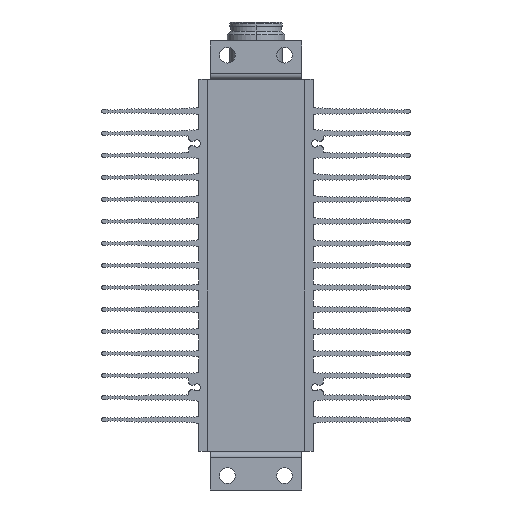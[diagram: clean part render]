
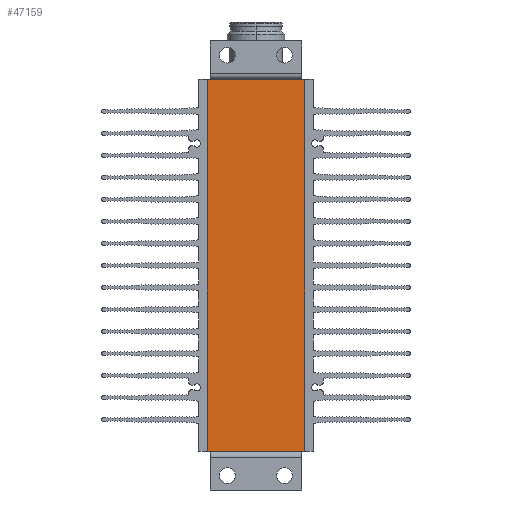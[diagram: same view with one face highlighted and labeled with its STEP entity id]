
A CAD part, left-side view. The second image highlights one B-rep face of the part: STEP entity #47159.
In plain terms, the highlighted planar face has unit normal (-1, 0, 0).
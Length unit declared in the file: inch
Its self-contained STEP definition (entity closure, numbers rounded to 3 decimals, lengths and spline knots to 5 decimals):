
#564 = CARTESIAN_POINT ( 'NONE',  ( 109.97251, 0., 5.11811 ) ) ;
#2276 = DIRECTION ( 'NONE',  ( 0., 0., 1. ) ) ;
#4360 = ORIENTED_EDGE ( 'NONE', *, *, #20882, .T. ) ;
#4386 = LINE ( 'NONE', #564, #48349 ) ;
#11608 = PLANE ( 'NONE',  #57977 ) ;
#13202 = DIRECTION ( 'NONE',  ( 0., 0., 1. ) ) ;
#14035 = CARTESIAN_POINT ( 'NONE',  ( 109.97251, 0., 0. ) ) ;
#15534 = VECTOR ( 'NONE', #27255, 39.37008 ) ;
#15889 = VERTEX_POINT ( 'NONE', #54797 ) ;
#16611 = EDGE_CURVE ( 'NONE', #50118, #44126, #24314, .T. ) ;
#17600 = CARTESIAN_POINT ( 'NONE',  ( 109.97251, 23.7923, 5.11811 ) ) ;
#20882 = EDGE_CURVE ( 'NONE', #15889, #49192, #39939, .T. ) ;
#22018 = ORIENTED_EDGE ( 'NONE', *, *, #43096, .T. ) ;
#22608 = DIRECTION ( 'NONE',  ( 0., -1., 0. ) ) ;
#23092 = CARTESIAN_POINT ( 'NONE',  ( 109.97251, 25.13088, 0. ) ) ;
#24314 = LINE ( 'NONE', #32839, #47593 ) ;
#25410 = FACE_OUTER_BOUND ( 'NONE', #57711, .T. ) ;
#26308 = EDGE_CURVE ( 'NONE', #44126, #49192, #4386, .T. ) ;
#27255 = DIRECTION ( 'NONE',  ( 0., -1., 0. ) ) ;
#27456 = ORIENTED_EDGE ( 'NONE', *, *, #26308, .F. ) ;
#32839 = CARTESIAN_POINT ( 'NONE',  ( 109.97251, 25.13088, 5.11811 ) ) ;
#33946 = DIRECTION ( 'NONE',  ( 0., 0., -1. ) ) ;
#34236 = CARTESIAN_POINT ( 'NONE',  ( 109.97251, 25.13088, 5.11811 ) ) ;
#37639 = VECTOR ( 'NONE', #13202, 39.37008 ) ;
#39909 = LINE ( 'NONE', #14035, #15534 ) ;
#39939 = LINE ( 'NONE', #17600, #37639 ) ;
#42602 = CARTESIAN_POINT ( 'NONE',  ( 109.97251, 25.13088, 5.11811 ) ) ;
#43096 = EDGE_CURVE ( 'NONE', #50118, #15889, #39909, .T. ) ;
#43466 = ORIENTED_EDGE ( 'NONE', *, *, #16611, .F. ) ;
#44126 = VERTEX_POINT ( 'NONE', #42602 ) ;
#47159 = ADVANCED_FACE ( 'NONE', ( #25410 ), #11608, .F. ) ;
#47593 = VECTOR ( 'NONE', #2276, 39.37008 ) ;
#48349 = VECTOR ( 'NONE', #22608, 39.37008 ) ;
#48612 = DIRECTION ( 'NONE',  ( 1., 0., 0. ) ) ;
#49192 = VERTEX_POINT ( 'NONE', #53108 ) ;
#50118 = VERTEX_POINT ( 'NONE', #23092 ) ;
#53108 = CARTESIAN_POINT ( 'NONE',  ( 109.97251, 23.7923, 5.11811 ) ) ;
#54797 = CARTESIAN_POINT ( 'NONE',  ( 109.97251, 23.7923, 0. ) ) ;
#57711 = EDGE_LOOP ( 'NONE', ( #4360, #27456, #43466, #22018 ) ) ;
#57977 = AXIS2_PLACEMENT_3D ( 'NONE', #34236, #48612, #33946 ) ;
